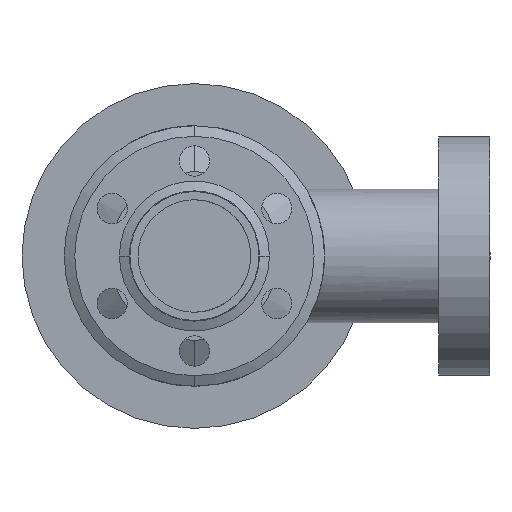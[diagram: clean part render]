
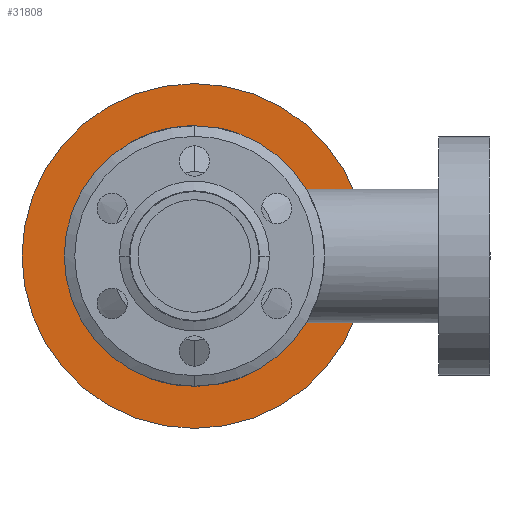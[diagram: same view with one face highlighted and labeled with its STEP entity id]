
A CAD part, front view. The second image highlights one B-rep face of the part: STEP entity #31808.
In plain terms, the highlighted planar face has unit normal (0, -1, 0).
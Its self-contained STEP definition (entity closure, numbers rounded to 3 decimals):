
#5024 = DIRECTION ( 'NONE',  ( 0., 0., 1. ) ) ;
#5601 = AXIS2_PLACEMENT_3D ( 'NONE', #49249, #45433, #32929 ) ;
#9666 = CARTESIAN_POINT ( 'NONE',  ( 0., 21., -24.5 ) ) ;
#10023 = ORIENTED_EDGE ( 'NONE', *, *, #37472, .F. ) ;
#10218 = VERTEX_POINT ( 'NONE', #22016 ) ;
#13336 = CIRCLE ( 'NONE', #18590, 24.5 ) ;
#13405 = CIRCLE ( 'NONE', #5601, 24.5 ) ;
#13707 = DIRECTION ( 'NONE',  ( 0., 1., 0. ) ) ;
#16180 = VERTEX_POINT ( 'NONE', #35684 ) ;
#16460 = VERTEX_POINT ( 'NONE', #51868 ) ;
#16916 = DIRECTION ( 'NONE',  ( 0., 1., 0. ) ) ;
#16938 = EDGE_LOOP ( 'NONE', ( #44153, #39372 ) ) ;
#18166 = EDGE_CURVE ( 'NONE', #16180, #21996, #13336, .T. ) ;
#18590 = AXIS2_PLACEMENT_3D ( 'NONE', #30062, #34143, #5024 ) ;
#18718 = EDGE_LOOP ( 'NONE', ( #49148, #10023 ) ) ;
#21996 = VERTEX_POINT ( 'NONE', #9666 ) ;
#22016 = CARTESIAN_POINT ( 'NONE',  ( 0., 21., -18.5 ) ) ;
#22075 = PLANE ( 'NONE',  #49773 ) ;
#25623 = FACE_BOUND ( 'NONE', #16938, .T. ) ;
#25890 = FACE_OUTER_BOUND ( 'NONE', #18718, .T. ) ;
#27827 = DIRECTION ( 'NONE',  ( 0., 1., 0. ) ) ;
#28236 = EDGE_CURVE ( 'NONE', #16460, #10218, #42467, .T. ) ;
#30062 = CARTESIAN_POINT ( 'NONE',  ( 0., 21., 0. ) ) ;
#30302 = DIRECTION ( 'NONE',  ( 0., 0., 1. ) ) ;
#30496 = AXIS2_PLACEMENT_3D ( 'NONE', #44154, #27827, #31118 ) ;
#31118 = DIRECTION ( 'NONE',  ( 0., 0., 1. ) ) ;
#31808 = ADVANCED_FACE ( 'NONE', ( #25623, #25890 ), #22075, .F. ) ;
#32929 = DIRECTION ( 'NONE',  ( 0., 0., 1. ) ) ;
#34143 = DIRECTION ( 'NONE',  ( 0., 1., 0. ) ) ;
#35684 = CARTESIAN_POINT ( 'NONE',  ( 0., 21., 24.5 ) ) ;
#37472 = EDGE_CURVE ( 'NONE', #21996, #16180, #13405, .T. ) ;
#37602 = DIRECTION ( 'NONE',  ( 0., 0., 1. ) ) ;
#38465 = CARTESIAN_POINT ( 'NONE',  ( 0., 21., 0. ) ) ;
#38682 = CARTESIAN_POINT ( 'NONE',  ( 0., 21., 0. ) ) ;
#39372 = ORIENTED_EDGE ( 'NONE', *, *, #28236, .T. ) ;
#42467 = CIRCLE ( 'NONE', #43334, 18.5 ) ;
#42640 = EDGE_CURVE ( 'NONE', #10218, #16460, #46137, .T. ) ;
#43334 = AXIS2_PLACEMENT_3D ( 'NONE', #38465, #13707, #30302 ) ;
#44153 = ORIENTED_EDGE ( 'NONE', *, *, #42640, .T. ) ;
#44154 = CARTESIAN_POINT ( 'NONE',  ( 0., 21., 0. ) ) ;
#45433 = DIRECTION ( 'NONE',  ( 0., 1., 0. ) ) ;
#46137 = CIRCLE ( 'NONE', #30496, 18.5 ) ;
#49148 = ORIENTED_EDGE ( 'NONE', *, *, #18166, .F. ) ;
#49249 = CARTESIAN_POINT ( 'NONE',  ( 0., 21., 0. ) ) ;
#49773 = AXIS2_PLACEMENT_3D ( 'NONE', #38682, #16916, #37602 ) ;
#51868 = CARTESIAN_POINT ( 'NONE',  ( 0., 21., 18.5 ) ) ;
